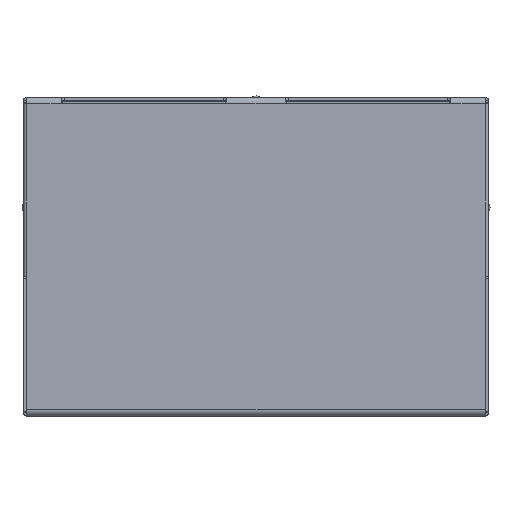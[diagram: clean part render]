
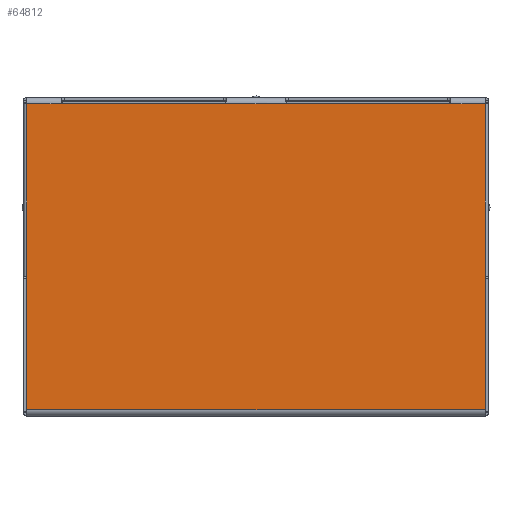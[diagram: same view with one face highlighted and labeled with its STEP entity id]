
A CAD part, left-side view. The second image highlights one B-rep face of the part: STEP entity #64812.
In plain terms, the highlighted planar face has unit normal (-1, 0, 0).
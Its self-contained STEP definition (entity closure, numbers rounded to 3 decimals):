
#59643=DIRECTION('',(0.,0.,-1.));
#59644=VECTOR('',#59643,8.85);
#59645=CARTESIAN_POINT('',(-18.874,0.444,
-11.938));
#59646=LINE('',#59645,#59644);
#59647=DIRECTION('',(0.,-1.,0.));
#59648=VECTOR('',#59647,30.4);
#59649=CARTESIAN_POINT('',(-18.874,30.844,
-20.788));
#59650=LINE('',#59649,#59648);
#59669=DIRECTION('',(0.,0.,1.));
#59670=VECTOR('',#59669,8.85);
#59671=CARTESIAN_POINT('',(-18.874,30.844,
-20.788));
#59672=LINE('',#59671,#59670);
#59750=DIRECTION('',(0.,0.,-1.));
#59751=VECTOR('',#59750,11.45);
#59752=CARTESIAN_POINT('',(-18.874,30.844,
-0.488));
#59753=LINE('',#59752,#59751);
#59814=DIRECTION('',(0.,-1.,0.));
#59815=VECTOR('',#59814,10.55);
#59816=CARTESIAN_POINT('',(-18.874,28.344,
-0.488));
#59817=LINE('',#59816,#59815);
#59872=DIRECTION('',(0.,-1.,0.));
#59873=VECTOR('',#59872,10.55);
#59874=CARTESIAN_POINT('',(-18.874,13.494,
-0.488));
#59875=LINE('',#59874,#59873);
#59975=DIRECTION('',(0.,0.,1.));
#59976=VECTOR('',#59975,11.45);
#59977=CARTESIAN_POINT('',(-18.874,0.444,
-11.938));
#59978=LINE('',#59977,#59976);
#60030=DIRECTION('',(0.,1.,0.));
#60031=VECTOR('',#60030,2.5);
#60032=CARTESIAN_POINT('',(-18.874,0.444,
-0.488));
#60033=LINE('',#60032,#60031);
#60393=DIRECTION('',(0.,1.,0.));
#60394=VECTOR('',#60393,4.3);
#60395=CARTESIAN_POINT('',(-18.874,13.494,
-0.488));
#60396=LINE('',#60395,#60394);
#60429=DIRECTION('',(0.,1.,0.));
#60430=VECTOR('',#60429,2.5);
#60431=CARTESIAN_POINT('',(-18.874,28.344,
-0.488));
#60432=LINE('',#60431,#60430);
#62605=CARTESIAN_POINT('',(-18.874,0.444,
-20.788));
#62606=VERTEX_POINT('',#62605);
#62625=CARTESIAN_POINT('',(-18.874,0.444,
-11.938));
#62626=VERTEX_POINT('',#62625);
#62627=CARTESIAN_POINT('',(-18.874,30.844,
-20.788));
#62628=VERTEX_POINT('',#62627);
#62629=CARTESIAN_POINT('',(-18.874,0.444,
-0.488));
#62630=VERTEX_POINT('',#62629);
#62631=CARTESIAN_POINT('',(-18.874,2.944,
-0.488));
#62632=VERTEX_POINT('',#62631);
#62633=CARTESIAN_POINT('',(-18.874,13.494,
-0.488));
#62634=VERTEX_POINT('',#62633);
#62635=CARTESIAN_POINT('',(-18.874,17.794,
-0.488));
#62636=VERTEX_POINT('',#62635);
#62637=CARTESIAN_POINT('',(-18.874,28.344,
-0.488));
#62638=VERTEX_POINT('',#62637);
#62639=CARTESIAN_POINT('',(-18.874,30.844,
-0.488));
#62640=VERTEX_POINT('',#62639);
#62641=CARTESIAN_POINT('',(-18.874,30.844,
-11.938));
#62642=VERTEX_POINT('',#62641);
#64786=CARTESIAN_POINT('',(-18.874,15.644,
-10.638));
#64787=DIRECTION('',(1.,0.,0.));
#64788=DIRECTION('',(0.,-1.,0.));
#64789=AXIS2_PLACEMENT_3D('',#64786,#64787,#64788);
#64790=PLANE('',#64789);
#64792=ORIENTED_EDGE('',*,*,#64791,.F.);
#64794=ORIENTED_EDGE('',*,*,#64793,.T.);
#64796=ORIENTED_EDGE('',*,*,#64795,.F.);
#64798=ORIENTED_EDGE('',*,*,#64797,.F.);
#64800=ORIENTED_EDGE('',*,*,#64799,.T.);
#64802=ORIENTED_EDGE('',*,*,#64801,.F.);
#64804=ORIENTED_EDGE('',*,*,#64803,.T.);
#64806=ORIENTED_EDGE('',*,*,#64805,.F.);
#64808=ORIENTED_EDGE('',*,*,#64807,.F.);
#64809=ORIENTED_EDGE('',*,*,#64779,.T.);
#64810=EDGE_LOOP('',(#64792,#64794,#64796,#64798,#64800,#64802,#64804,#64806,
#64808,#64809));
#64811=FACE_OUTER_BOUND('',#64810,.F.);
#64812=ADVANCED_FACE('',(#64811),#64790,.F.);
#64779=EDGE_CURVE('',#62626,#62606,#59646,.T.);
#64791=EDGE_CURVE('',#62628,#62606,#59650,.T.);
#64793=EDGE_CURVE('',#62628,#62642,#59672,.T.);
#64795=EDGE_CURVE('',#62640,#62642,#59753,.T.);
#64797=EDGE_CURVE('',#62638,#62640,#60432,.T.);
#64799=EDGE_CURVE('',#62638,#62636,#59817,.T.);
#64801=EDGE_CURVE('',#62634,#62636,#60396,.T.);
#64803=EDGE_CURVE('',#62634,#62632,#59875,.T.);
#64805=EDGE_CURVE('',#62630,#62632,#60033,.T.);
#64807=EDGE_CURVE('',#62626,#62630,#59978,.T.);
